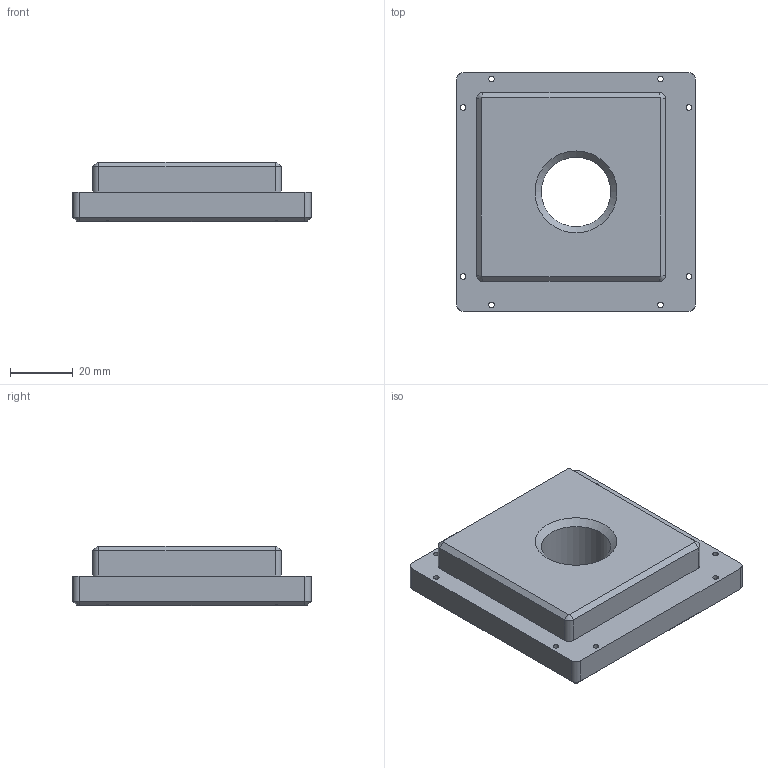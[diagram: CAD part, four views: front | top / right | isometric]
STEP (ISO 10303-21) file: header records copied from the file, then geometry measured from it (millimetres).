
FILE_DESCRIPTION(/* description */ (''),/* implementation_level */ '2;1');
FILE_NAME(/* name */ 'Door Reveal A4 Basic Tool.step',/* time_stamp */ '2024-10-01T07:02:31-06:00',/* author */ (''),/* organization */ (''),/* preprocessor_version */ 'ST-DEVELOPER v20',/* originating_system */ 'Autodesk Translation Framework v13.20.0.188',/* authorisation */ '');
FILE_SCHEMA (('AUTOMOTIVE_DESIGN { 1 0 10303 214 3 1 1 }'));
Length unit declared in the file: millimetre
Products named in the file (2): Door Reveal (A); Plain
Assembly tree (1 placements, depth 2):
  Door Reveal (A)
    Plain
Bounding box: 76.2 x 76.2 x 19.05 mm (x, y, z)
Volume: 81289.9 mm3; surface area: 17457.3 mm2
Topology: 1 solids, 1 shells, 362 faces, 993 edges, 656 vertices
Faces by surface type: bspline 172, plane 161, cylinder 19, cone 10
Full cylindrical faces by diameter (mm): 1.82 x8, 10 x1, 11.2 x1, 22.2 x1
Entity records: 13782 total; most frequent: CARTESIAN_POINT 5634, ORIENTED_EDGE 1986, DIRECTION 1099, EDGE_CURVE 993, VERTEX_POINT 656, LINE 585, VECTOR 585, EDGE_LOOP 403
